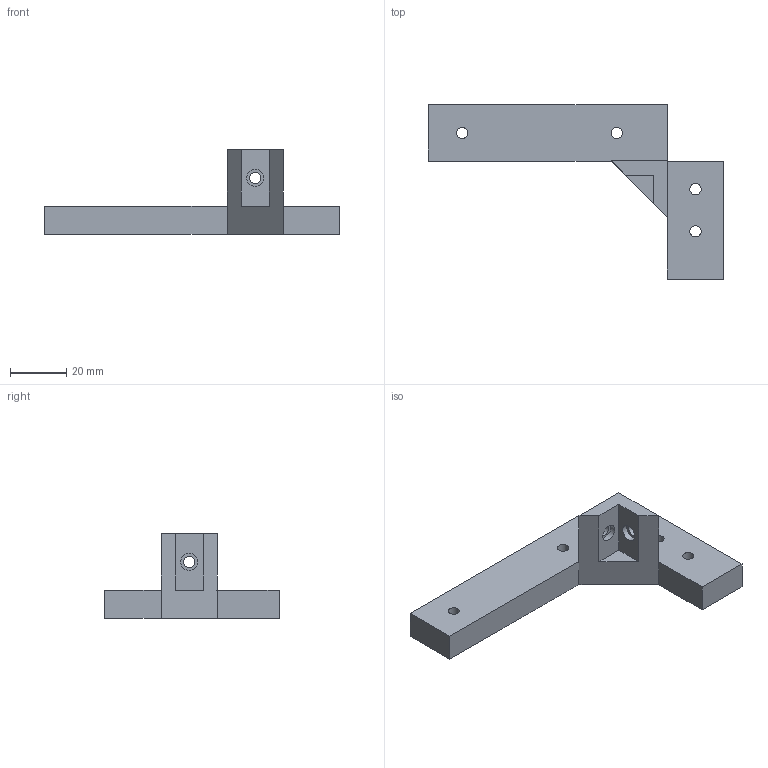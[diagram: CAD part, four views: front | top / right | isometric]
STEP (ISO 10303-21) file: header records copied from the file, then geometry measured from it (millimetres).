
FILE_DESCRIPTION( ( '' ), ' ' );
FILE_NAME( '5648ec80e4b0fe00f4f2b986.step', '2015-11-15T20:35:13', ( '' ), ( '' ), ' ', ' ', ' ' );
FILE_SCHEMA( ( 'AUTOMOTIVE_DESIGN { 1 0 10303 214 1 1 1 1 }' ) );
Length unit declared in the file: metre
Products named in the file (1): RightMotorBlockSpacer
Bounding box: 105 x 62 x 30 mm (x, y, z)
Volume: 29702.3 mm3; surface area: 10690 mm2
Topology: 1 solids, 1 shells, 28 faces, 69 edges, 45 vertices
Faces by surface type: plane 20, cylinder 8
Full cylindrical faces by diameter (mm): 4.02 x6, 6.02 x2
Entity records: 806 total; most frequent: DIRECTION 133, CARTESIAN_POINT 131, ORIENTED_EDGE 118, EDGE_CURVE 59, EDGE_LOOP 50, AXIS2_PLACEMENT_3D 45, VERTEX_POINT 43, LINE 43
